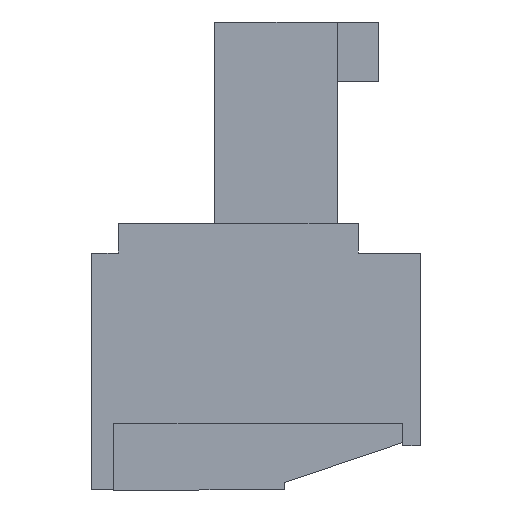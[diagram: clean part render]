
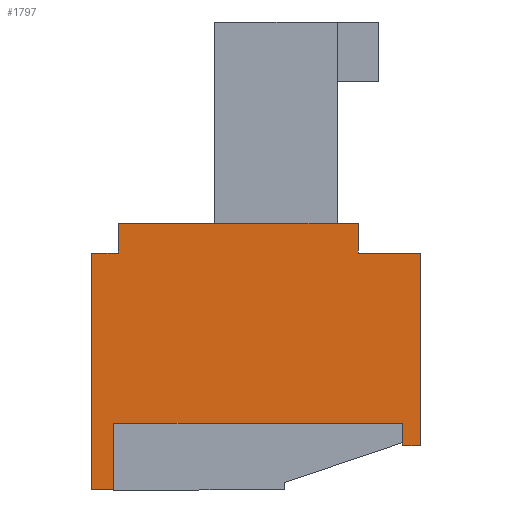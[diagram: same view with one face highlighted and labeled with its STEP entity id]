
A CAD part, left-side view. The second image highlights one B-rep face of the part: STEP entity #1797.
In plain terms, the highlighted planar face has unit normal (-1, 0, 0).
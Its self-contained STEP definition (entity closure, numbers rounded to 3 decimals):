
#1797 = ADVANCED_FACE( '', ( #3667 ), #3668, .F. );
#3667 = FACE_OUTER_BOUND( '', #5611, .T. );
#3668 = PLANE( '', #5612 );
#5611 = EDGE_LOOP( '', ( #10231, #10232, #10233, #10234, #10235, #10236, #10237, #10238, #10239, #10240, #10241, #10242 ) );
#5612 = AXIS2_PLACEMENT_3D( '', #10243, #10244, #10245 );
#10231 = ORIENTED_EDGE( '', *, *, #12288, .F. );
#10232 = ORIENTED_EDGE( '', *, *, #12678, .F. );
#10233 = ORIENTED_EDGE( '', *, *, #12152, .F. );
#10234 = ORIENTED_EDGE( '', *, *, #12934, .F. );
#10235 = ORIENTED_EDGE( '', *, *, #13384, .F. );
#10236 = ORIENTED_EDGE( '', *, *, #13430, .F. );
#10237 = ORIENTED_EDGE( '', *, *, #11567, .F. );
#10238 = ORIENTED_EDGE( '', *, *, #12074, .F. );
#10239 = ORIENTED_EDGE( '', *, *, #11532, .F. );
#10240 = ORIENTED_EDGE( '', *, *, #13431, .F. );
#10241 = ORIENTED_EDGE( '', *, *, #11526, .F. );
#10242 = ORIENTED_EDGE( '', *, *, #12454, .F. );
#10243 = CARTESIAN_POINT( '', ( -13.335, 0., 0. ) );
#10244 = DIRECTION( '', ( 1., 0., 0. ) );
#10245 = DIRECTION( '', ( 0., 0., -1. ) );
#11526 = EDGE_CURVE( '', #13673, #13675, #13676, .T. );
#11532 = EDGE_CURVE( '', #13684, #13686, #13687, .T. );
#11567 = EDGE_CURVE( '', #13749, #13750, #13751, .T. );
#12074 = EDGE_CURVE( '', #13686, #13749, #14637, .T. );
#12152 = EDGE_CURVE( '', #14763, #14765, #14766, .T. );
#12288 = EDGE_CURVE( '', #14991, #14993, #14994, .T. );
#12454 = EDGE_CURVE( '', #14993, #13673, #15260, .T. );
#12678 = EDGE_CURVE( '', #14765, #14991, #15596, .T. );
#12934 = EDGE_CURVE( '', #15953, #14763, #15955, .T. );
#13384 = EDGE_CURVE( '', #16535, #15953, #16537, .T. );
#13430 = EDGE_CURVE( '', #13750, #16535, #16586, .T. );
#13431 = EDGE_CURVE( '', #13675, #13684, #16587, .T. );
#13673 = VERTEX_POINT( '', #16853 );
#13675 = VERTEX_POINT( '', #16856 );
#13676 = LINE( '', #16857, #16858 );
#13684 = VERTEX_POINT( '', #16869 );
#13686 = VERTEX_POINT( '', #16872 );
#13687 = LINE( '', #16873, #16874 );
#13749 = VERTEX_POINT( '', #16963 );
#13750 = VERTEX_POINT( '', #16964 );
#13751 = LINE( '', #16965, #16966 );
#14637 = LINE( '', #18243, #18244 );
#14763 = VERTEX_POINT( '', #18436 );
#14765 = VERTEX_POINT( '', #18439 );
#14766 = LINE( '', #18440, #18441 );
#14991 = VERTEX_POINT( '', #18776 );
#14993 = VERTEX_POINT( '', #18779 );
#14994 = LINE( '', #18780, #18781 );
#15260 = LINE( '', #19167, #19168 );
#15596 = LINE( '', #19654, #19655 );
#15953 = VERTEX_POINT( '', #20217 );
#15955 = LINE( '', #20220, #20221 );
#16535 = VERTEX_POINT( '', #21089 );
#16537 = LINE( '', #21092, #21093 );
#16586 = LINE( '', #21165, #21166 );
#16587 = LINE( '', #21167, #21168 );
#16853 = CARTESIAN_POINT( '', ( -13.335, -6.15, -2.5 ) );
#16856 = CARTESIAN_POINT( '', ( -13.335, -5.55, -2.5 ) );
#16857 = CARTESIAN_POINT( '', ( -13.335, -6.15, -2.5 ) );
#16858 = VECTOR( '', #21503, 1000. );
#16869 = CARTESIAN_POINT( '', ( -13.335, -5.55, -1.75 ) );
#16872 = CARTESIAN_POINT( '', ( -13.335, 4.2, -1.75 ) );
#16873 = CARTESIAN_POINT( '', ( -13.335, -5.55, -1.75 ) );
#16874 = VECTOR( '', #21508, 1000. );
#16963 = CARTESIAN_POINT( '', ( -13.335, 4.2, -4. ) );
#16964 = CARTESIAN_POINT( '', ( -13.335, 4.95, -4. ) );
#16965 = CARTESIAN_POINT( '', ( -13.335, 4.2, -4. ) );
#16966 = VECTOR( '', #21539, 1000. );
#18243 = CARTESIAN_POINT( '', ( -13.335, 4.2, -1.75 ) );
#18244 = VECTOR( '', #21992, 1000. );
#18436 = CARTESIAN_POINT( '', ( -13.335, 4.05, 5. ) );
#18439 = CARTESIAN_POINT( '', ( -13.335, -4.05, 5. ) );
#18440 = CARTESIAN_POINT( '', ( -13.335, 4.05, 5. ) );
#18441 = VECTOR( '', #22070, 1000. );
#18776 = CARTESIAN_POINT( '', ( -13.335, -4.05, 4. ) );
#18779 = CARTESIAN_POINT( '', ( -13.335, -6.15, 4. ) );
#18780 = CARTESIAN_POINT( '', ( -13.335, -4.05, 4. ) );
#18781 = VECTOR( '', #22203, 1000. );
#19167 = CARTESIAN_POINT( '', ( -13.335, -6.15, 4. ) );
#19168 = VECTOR( '', #22366, 1000. );
#19654 = CARTESIAN_POINT( '', ( -13.335, -4.05, 5. ) );
#19655 = VECTOR( '', #22583, 1000. );
#20217 = CARTESIAN_POINT( '', ( -13.335, 4.05, 4. ) );
#20220 = CARTESIAN_POINT( '', ( -13.335, 4.05, 4. ) );
#20221 = VECTOR( '', #22800, 1000. );
#21089 = CARTESIAN_POINT( '', ( -13.335, 4.95, 4. ) );
#21092 = CARTESIAN_POINT( '', ( -13.335, 4.95, 4. ) );
#21093 = VECTOR( '', #23174, 1000. );
#21165 = CARTESIAN_POINT( '', ( -13.335, 4.95, -4. ) );
#21166 = VECTOR( '', #23202, 1000. );
#21167 = CARTESIAN_POINT( '', ( -13.335, -5.55, -2.5 ) );
#21168 = VECTOR( '', #23203, 1000. );
#21503 = DIRECTION( '', ( 0., 1., 0. ) );
#21508 = DIRECTION( '', ( 0., 1., 0. ) );
#21539 = DIRECTION( '', ( 0., 1., 0. ) );
#21992 = DIRECTION( '', ( 0., 0., -1. ) );
#22070 = DIRECTION( '', ( 0., -1., 0. ) );
#22203 = DIRECTION( '', ( 0., -1., 0. ) );
#22366 = DIRECTION( '', ( 0., 0., -1. ) );
#22583 = DIRECTION( '', ( 0., 0., -1. ) );
#22800 = DIRECTION( '', ( 0., 0., 1. ) );
#23174 = DIRECTION( '', ( 0., -1., 0. ) );
#23202 = DIRECTION( '', ( 0., 0., 1. ) );
#23203 = DIRECTION( '', ( 0., 0., 1. ) );
